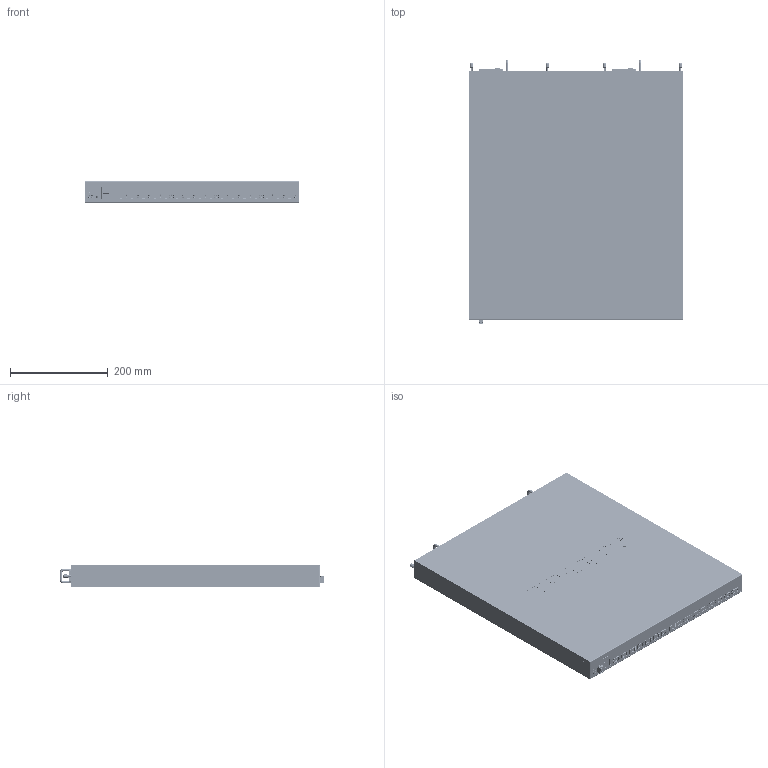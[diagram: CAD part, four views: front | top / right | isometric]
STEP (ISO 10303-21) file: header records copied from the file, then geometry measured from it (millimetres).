
FILE_DESCRIPTION((''),'2;1');
FILE_NAME('TL-ST8016F-20220318_ASM','2022-10-11T',('wenjing'),(''),'PRO/ENGINEER BY PARAMETRIC TECHNOLOGY CORPORATION, 2013230','PRO/ENGINEER BY PARAMETRIC TECHNOLOGY CORPORATION, 2013230','');
FILE_SCHEMA(('CONFIG_CONTROL_DESIGN'));
Products named in the file (26): TL-ST8016F_BOT_97_1_1_1_1; BOT_ASM_ASM_5_ASM_1_ASM_1_ASM_1_ASM; 6123500067_2_1_1_1_1; 6123500036_2_1_1_1_1; KF-2929500015_2_1_1_1_1; BREP_WITH_VOIDS_92478_1_1_1_1; KF-2929500014_2_ASM_1_ASM_1_ASM_ASM; RJ45-2901500392_1_1_1_1_1; USB-2909500017_5_1_1_1_1; PCB_ASM_9_ASM_1_ASM_1_ASM_1_ASM_ASM; 6033500039NEW_4_1_1_1_1; PINGTOULUODING_12_1_1_1_1; LUODING_ASM_1_ASM_1_ASM_1_ASM_1_ASM; MANIFOLD_SOLID_BREP_35351_1_1_1; POW_BOX_BTM01_2_ASM_1_ASM_1_ASM_ASM; POW_BOX_UP01_1_1_1_1_1_1; SONGBUTUO_3_1_1_1_1_1; 6032500101_1_1_1_1_1_1; DC_CHAZUO_1_1_1_1_1_1; PINJIAO_1_1_1_1_1_1; DC_ZUO_ASM_1_ASM_1_ASM_1_ASM_1__ASM; POW_BOX_ASM_1_ASM_1_ASM_1_ASM_1_ASM; __ASM_1_ASM_1_ASM_1_ASM_1_ASM_1_ASM; ASM_ST8016F_ASM_76_ASM_1_ASM_1__ASM; TL-ST8016F-20220318_ASM_1_ASM; TL-ST8016F-20220318_ASM
Assembly tree (71 placements, depth 7):
  TL-ST8016F-20220318_ASM
    TL-ST8016F-20220318_ASM_1_ASM
      ASM_ST8016F_ASM_76_ASM_1_ASM_1__ASM
        BOT_ASM_ASM_5_ASM_1_ASM_1_ASM_1_ASM
          TL-ST8016F_BOT_97_1_1_1_1
        PCB_ASM_9_ASM_1_ASM_1_ASM_1_ASM_ASM
          6123500067_2_1_1_1_1
          6123500036_2_1_1_1_1
          KF-2929500015_2_1_1_1_1
          KF-2929500014_2_ASM_1_ASM_1_ASM_ASM
            BREP_WITH_VOIDS_92478_1_1_1_1
          RJ45-2901500392_1_1_1_1_1
          USB-2909500017_5_1_1_1_1
        6123500067_2_1_1_1_1  x16
        6033500039NEW_4_1_1_1_1  x16
        LUODING_ASM_1_ASM_1_ASM_1_ASM_1_ASM
          PINGTOULUODING_12_1_1_1_1  x12
        __ASM_1_ASM_1_ASM_1_ASM_1_ASM_1_ASM  x2
          POW_BOX_ASM_1_ASM_1_ASM_1_ASM_1_ASM
            POW_BOX_BTM01_2_ASM_1_ASM_1_ASM_ASM
              MANIFOLD_SOLID_BREP_35351_1_1_1
            POW_BOX_UP01_1_1_1_1_1_1
            SONGBUTUO_3_1_1_1_1_1  x2
            6032500101_1_1_1_1_1_1
            DC_ZUO_ASM_1_ASM_1_ASM_1_ASM_1__ASM
              DC_CHAZUO_1_1_1_1_1_1
              PINJIAO_1_1_1_1_1_1  x3
Bounding box: 440 x 541.1 x 44 mm (x, y, z)
Volume: 10001149.8 mm3; surface area: 665786.6 mm2
Topology: 69 solids, 73 shells, 15719 faces, 44528 edges, 28976 vertices
Faces by surface type: plane 8674, cylinder 6312, extrusion 377, cone 140, bspline 104, sphere 82, torus 24, revolution 6
Entity records: 88813 total; most frequent: CARTESIAN_POINT 18940, ORIENTED_EDGE 14554, DIRECTION 14158, EDGE_CURVE 7277, VECTOR 5318, LINE 5273, VERTEX_POINT 4792, AXIS2_PLACEMENT_3D 4417
